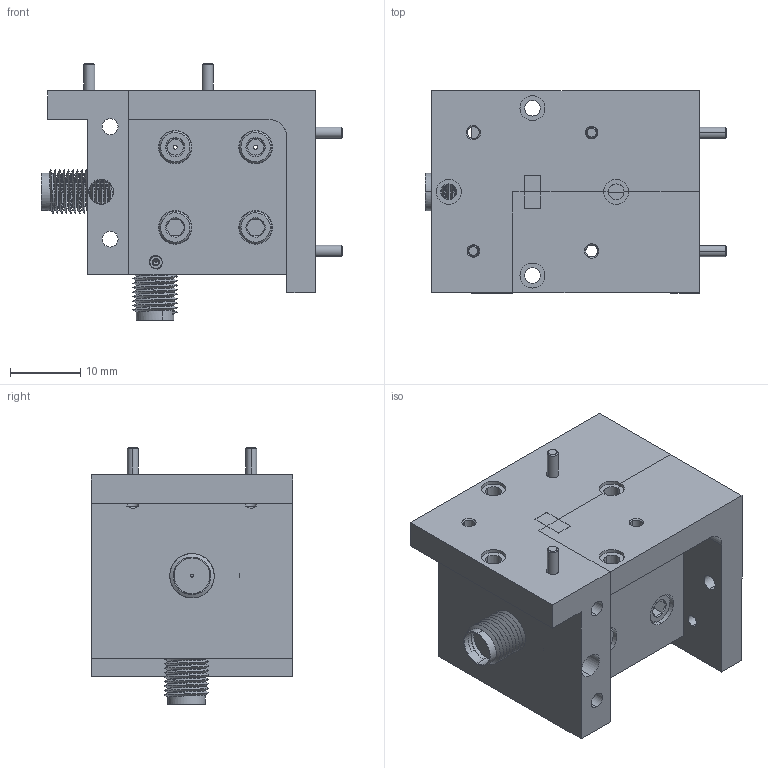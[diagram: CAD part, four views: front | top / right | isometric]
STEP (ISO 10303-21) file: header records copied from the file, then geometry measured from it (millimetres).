
FILE_DESCRIPTION (( 'STEP AP203' ), '1' );
FILE_NAME ('SFB-19-E2.STEP', '2018-08-28T19:22:06', ( '' ), ( '' ), 'SwSTEP 2.0', 'SolidWorks 2016', '' );
FILE_SCHEMA (( 'CONFIG_CONTROL_DESIGN' ));
Length unit declared in the file: inch
Products named in the file (1): SFB-19-E2
Bounding box: 42.86 x 28.7 x 36.51 mm (x, y, z)
Surface area: 8220.2 mm2 (no closed solid volume)
Topology: 0 solids, 17 shells, 309 faces, 867 edges, 570 vertices
Faces by surface type: cylinder 150, plane 84, cone 72, bspline 3
Entity records: 12032 total; most frequent: CARTESIAN_POINT 4318, DIRECTION 1607, ORIENTED_EDGE 1487, EDGE_CURVE 867, AXIS2_PLACEMENT_3D 603, VERTEX_POINT 570, LINE 401, VECTOR 401
